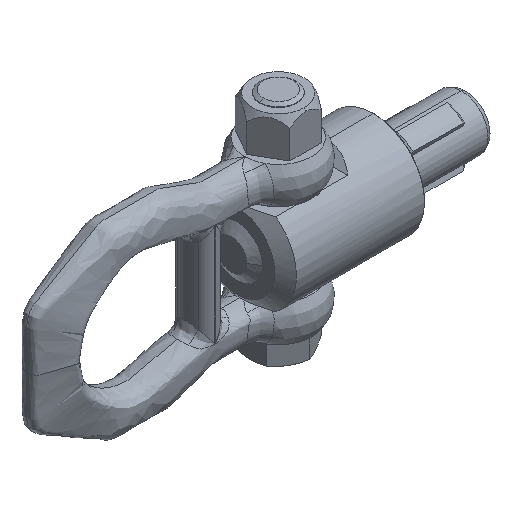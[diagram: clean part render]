
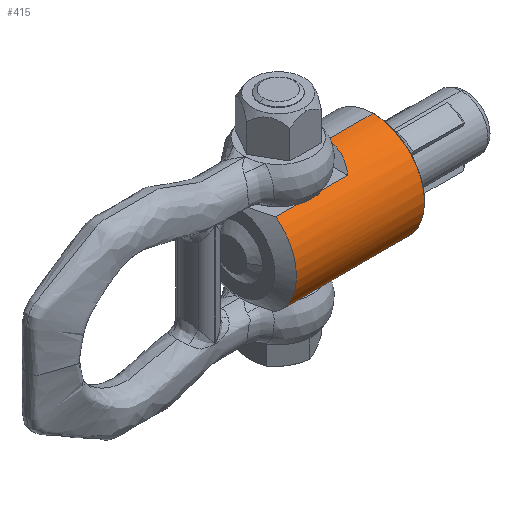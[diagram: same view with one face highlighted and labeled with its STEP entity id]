
A CAD part, isometric view. The second image highlights one B-rep face of the part: STEP entity #415.
In plain terms, the highlighted cylindrical face has radius 22.5 mm (diameter 45 mm), a partial arc.
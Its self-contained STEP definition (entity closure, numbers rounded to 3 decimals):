
#415=ADVANCED_FACE('',(#864),#865,.T.);
#864=FACE_OUTER_BOUND('',#11796,.T.);
#865=CYLINDRICAL_SURFACE('',#11797,22.5);
#11796=EDGE_LOOP('',(#12862,#12863,#12864,#12865,#12866,#12867,#12868,#12869));
#11797=AXIS2_PLACEMENT_3D('',#12870,#12871,#12872);
#12862=ORIENTED_EDGE('',*,*,#13536,.T.);
#12863=ORIENTED_EDGE('',*,*,#13617,.T.);
#12864=ORIENTED_EDGE('',*,*,#13618,.T.);
#12865=ORIENTED_EDGE('',*,*,#13613,.F.);
#12866=ORIENTED_EDGE('',*,*,#13619,.T.);
#12867=ORIENTED_EDGE('',*,*,#13620,.T.);
#12868=ORIENTED_EDGE('',*,*,#13538,.T.);
#12869=ORIENTED_EDGE('',*,*,#13609,.T.);
#12870=CARTESIAN_POINT('',(0.0,0.0,0.0));
#12871=DIRECTION('',(1.0,-0.0,0.0));
#12872=DIRECTION('',(0.0,0.0,1.0));
#13536=EDGE_CURVE('',#14248,#14249,#14250,.T.);
#13538=EDGE_CURVE('',#14253,#14251,#14254,.T.);
#13609=EDGE_CURVE('',#14251,#14248,#14372,.T.);
#13613=EDGE_CURVE('',#14375,#14377,#14378,.T.);
#13617=EDGE_CURVE('',#14249,#14382,#14383,.T.);
#13618=EDGE_CURVE('',#14382,#14377,#14384,.T.);
#13619=EDGE_CURVE('',#14375,#14385,#14386,.T.);
#13620=EDGE_CURVE('',#14385,#14253,#14387,.T.);
#14248=VERTEX_POINT('',#21104);
#14249=VERTEX_POINT('',#21105);
#14250=LINE('',#21106,#21107);
#14251=VERTEX_POINT('',#21108);
#14253=VERTEX_POINT('',#21110);
#14254=LINE('',#21111,#21112);
#14372=CIRCLE('',#21350,22.5);
#14375=VERTEX_POINT('',#21353);
#14377=VERTEX_POINT('',#21364);
#14378=CIRCLE('',#21365,22.5);
#14382=VERTEX_POINT('',#21378);
#14383=ELLIPSE('',#21379,31.82,22.5);
#14384=LINE('',#21380,#21381);
#14385=VERTEX_POINT('',#21382);
#14386=LINE('',#21383,#21384);
#14387=ELLIPSE('',#21385,31.82,22.5);
#21104=CARTESIAN_POINT('',(59.5,0.0,22.5));
#21105=CARTESIAN_POINT('',(39.5,0.,22.5));
#21106=CARTESIAN_POINT('',(31.482,0.,22.5));
#21107=VECTOR('',#21914,1.0);
#21108=CARTESIAN_POINT('',(59.5,0.,-22.5));
#21110=CARTESIAN_POINT('',(39.5,0.,-22.5));
#21111=CARTESIAN_POINT('',(0.0,0.,-22.5));
#21112=VECTOR('',#21918,22.5);
#21350=AXIS2_PLACEMENT_3D('',#22015,#22016,#22017);
#21353=CARTESIAN_POINT('',(3.464,-13.5,-18.0));
#21364=CARTESIAN_POINT('',(3.464,-13.5,18.0));
#21365=AXIS2_PLACEMENT_3D('',#22021,#22022,#22023);
#21378=CARTESIAN_POINT('',(35.0,-13.5,18.0));
#21379=AXIS2_PLACEMENT_3D('',#22027,#22028,#22029);
#21380=CARTESIAN_POINT('',(0.0,-13.5,18.0));
#21381=VECTOR('',#22030,1000.0);
#21382=CARTESIAN_POINT('',(35.0,-13.5,-18.0));
#21383=CARTESIAN_POINT('',(0.0,-13.5,-18.0));
#21384=VECTOR('',#22031,1000.0);
#21385=AXIS2_PLACEMENT_3D('',#22032,#22033,#22034);
#21914=DIRECTION('',(-1.0,0.0,-0.0));
#21918=DIRECTION('',(1.0,0.0,0.0));
#22015=CARTESIAN_POINT('',(59.5,0.0,0.0));
#22016=DIRECTION('',(-1.0,0.0,0.0));
#22017=DIRECTION('',(0.0,0.0,1.0));
#22021=CARTESIAN_POINT('',(3.464,0.0,0.0));
#22022=DIRECTION('',(-1.0,0.0,0.0));
#22023=DIRECTION('',(0.0,0.0,1.0));
#22027=CARTESIAN_POINT('',(17.,0.,0.));
#22028=DIRECTION('',(0.707,0.,-0.707));
#22029=DIRECTION('',(0.707,0.,0.707));
#22030=DIRECTION('',(-1.0,0.0,0.0));
#22031=DIRECTION('',(1.0,0.0,0.0));
#22032=CARTESIAN_POINT('',(17.,0.,0.));
#22033=DIRECTION('',(0.707,0.,0.707));
#22034=DIRECTION('',(0.707,0.,-0.707));
